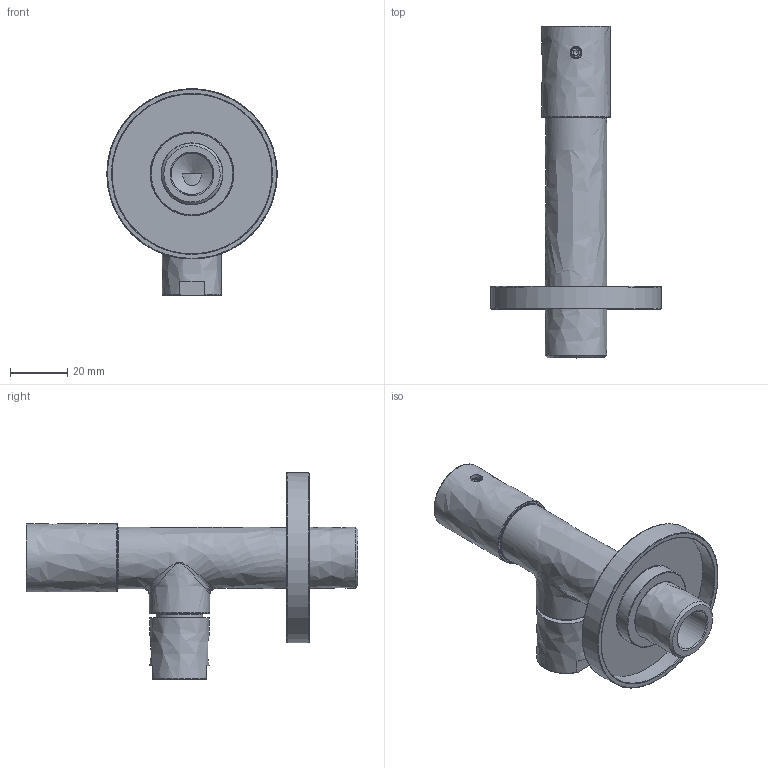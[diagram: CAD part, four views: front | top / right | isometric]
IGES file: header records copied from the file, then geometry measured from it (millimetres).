
Global section: file name: V190; native system: Autodesk Inventor 2014; preprocessor: unknown; author: adaniels; date: 20140227.152419; units: millimetre
Bounding box: 59.6 x 116.2 x 72.3 mm (x, y, z)
Volume: 49091.9 mm3; surface area: 29998.1 mm2
Topology: 7 solids, 10 shells, 276 faces, 768 edges, 525 vertices
Faces by surface type: bspline 276
